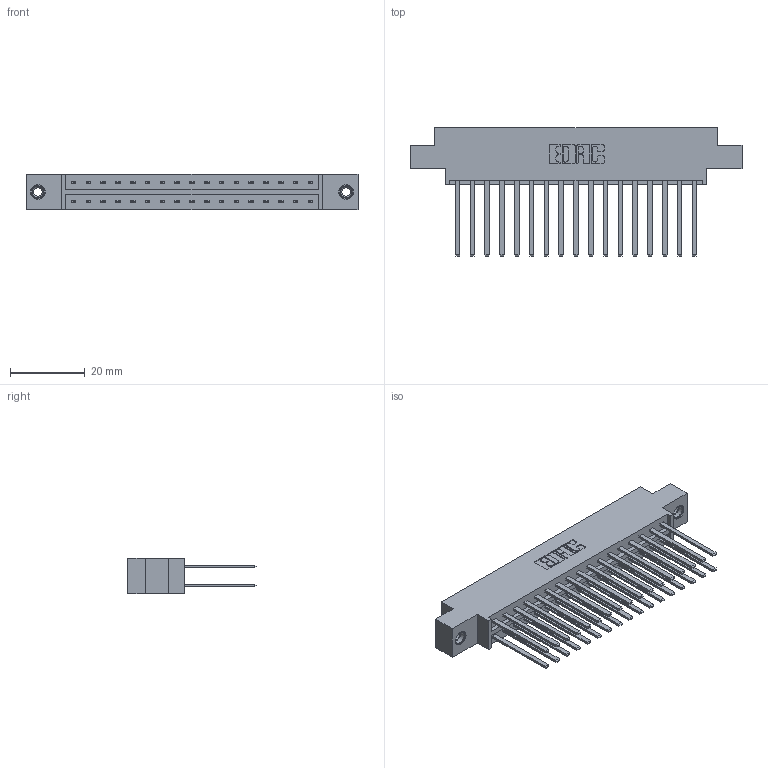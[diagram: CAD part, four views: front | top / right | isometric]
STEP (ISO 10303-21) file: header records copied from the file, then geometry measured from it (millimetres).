
FILE_DESCRIPTION (( 'STEP AP203' ), '1' );
FILE_NAME ('833-034-544-808.STEP', '2020-06-02T23:04:04', ( '' ), ( '' ), 'SwSTEP 2.0', 'SolidWorks 2020', '' );
FILE_SCHEMA (( 'CONFIG_CONTROL_DESIGN' ));
Length unit declared in the file: inch
Products named in the file (4): 833 Part_Offset - .156 Dia - TI; 345-250-001_345-250-003-102; 833-034-544-808; 345-292-001_345-293-144
Assembly tree (37 placements, depth 2):
  833-034-544-808
    833 Part_Offset - .156 Dia - TI
    345-292-001_345-293-144  x34
    345-250-001_345-250-003-102  x2
Bounding box: 88.9 x 34.3 x 9.4 mm (x, y, z)
Volume: 9084.7 mm3; surface area: 12248.9 mm2
Topology: 37 solids, 37 shells, 1742 faces, 5117 edges, 3358 vertices
Faces by surface type: plane 1194, cylinder 532, cone 12, torus 4
Entity records: 15304 total; most frequent: CARTESIAN_POINT 2549, ORIENTED_EDGE 2478, DIRECTION 2249, EDGE_CURVE 1239, LINE 1095, VECTOR 1095, VERTEX_POINT 820, AXIS2_PLACEMENT_3D 577
